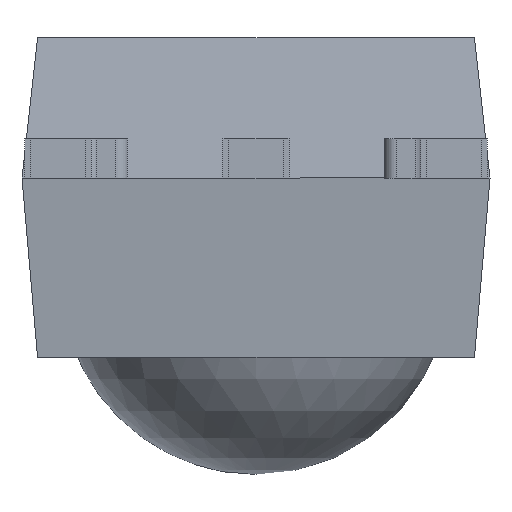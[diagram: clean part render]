
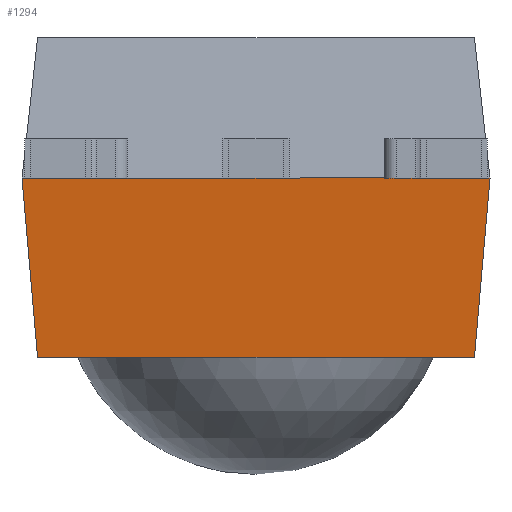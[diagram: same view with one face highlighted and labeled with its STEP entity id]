
A CAD part, front view. The second image highlights one B-rep face of the part: STEP entity #1294.
In plain terms, the highlighted planar face has unit normal (0, -0.994, -0.108).
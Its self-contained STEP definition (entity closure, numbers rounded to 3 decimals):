
#43=PLANE('',#1392);
#110=FACE_OUTER_BOUND('',#178,.T.);
#178=EDGE_LOOP('',(#1009,#1010,#1011,#1012,#1013,#1014,#1015,#1016,#1017,
#1018));
#237=LINE('',#1818,#406);
#269=LINE('',#1899,#438);
#290=LINE('',#1950,#459);
#297=LINE('',#1964,#466);
#299=LINE('',#1967,#468);
#300=LINE('',#1969,#469);
#301=LINE('',#1971,#470);
#302=LINE('',#1972,#471);
#303=LINE('',#1974,#472);
#304=LINE('',#1975,#473);
#406=VECTOR('',#1472,10.);
#438=VECTOR('',#1538,10.);
#459=VECTOR('',#1577,10.);
#466=VECTOR('',#1588,10.);
#468=VECTOR('',#1592,10.);
#469=VECTOR('',#1593,10.);
#470=VECTOR('',#1594,10.);
#471=VECTOR('',#1595,10.);
#472=VECTOR('',#1596,10.);
#473=VECTOR('',#1597,10.);
#587=VERTEX_POINT('',#1797);
#594=VERTEX_POINT('',#1817);
#618=VERTEX_POINT('',#1876);
#626=VERTEX_POINT('',#1897);
#646=VERTEX_POINT('',#1947);
#647=VERTEX_POINT('',#1949);
#652=VERTEX_POINT('',#1963);
#653=VERTEX_POINT('',#1968);
#654=VERTEX_POINT('',#1970);
#655=VERTEX_POINT('',#1973);
#719=EDGE_CURVE('',#594,#587,#237,.T.);
#759=EDGE_CURVE('',#626,#618,#269,.T.);
#784=EDGE_CURVE('',#646,#647,#290,.T.);
#791=EDGE_CURVE('',#652,#647,#297,.T.);
#793=EDGE_CURVE('',#618,#646,#299,.T.);
#794=EDGE_CURVE('',#653,#626,#300,.T.);
#795=EDGE_CURVE('',#653,#654,#301,.T.);
#796=EDGE_CURVE('',#594,#654,#302,.T.);
#797=EDGE_CURVE('',#655,#587,#303,.T.);
#798=EDGE_CURVE('',#652,#655,#304,.T.);
#1009=ORIENTED_EDGE('',*,*,#784,.F.);
#1010=ORIENTED_EDGE('',*,*,#793,.F.);
#1011=ORIENTED_EDGE('',*,*,#759,.F.);
#1012=ORIENTED_EDGE('',*,*,#794,.F.);
#1013=ORIENTED_EDGE('',*,*,#795,.T.);
#1014=ORIENTED_EDGE('',*,*,#796,.F.);
#1015=ORIENTED_EDGE('',*,*,#719,.T.);
#1016=ORIENTED_EDGE('',*,*,#797,.F.);
#1017=ORIENTED_EDGE('',*,*,#798,.F.);
#1018=ORIENTED_EDGE('',*,*,#791,.T.);
#1294=ADVANCED_FACE('',(#110),#43,.T.);
#1392=AXIS2_PLACEMENT_3D('',#1966,#1590,#1591);
#1472=DIRECTION('',(-1.,0.,0.));
#1538=DIRECTION('',(1.,0.,0.));
#1577=DIRECTION('',(-0.086,0.108,-0.99));
#1588=DIRECTION('',(1.,0.,0.));
#1590=DIRECTION('center_axis',(0.,-0.994,-0.108));
#1591=DIRECTION('ref_axis',(0.,0.108,-0.994));
#1592=DIRECTION('',(1.,0.,0.));
#1593=DIRECTION('',(1.,0.,0.));
#1594=DIRECTION('',(-1.,0.,0.));
#1595=DIRECTION('',(1.,0.,0.));
#1596=DIRECTION('',(1.,0.,0.));
#1597=DIRECTION('',(-0.086,-0.108,0.99));
#1797=CARTESIAN_POINT('',(-2.15,4.8,-0.25));
#1817=CARTESIAN_POINT('',(-1.65,4.8,-0.25));
#1818=CARTESIAN_POINT('',(-1.65,4.8,-0.25));
#1876=CARTESIAN_POINT('',(2.15,4.8,-0.25));
#1897=CARTESIAN_POINT('',(1.65,4.8,-0.25));
#1899=CARTESIAN_POINT('',(-1.5,4.8,-0.25));
#1947=CARTESIAN_POINT('',(3.,4.8,-0.25));
#1949=CARTESIAN_POINT('',(2.8,5.05,-2.55));
#1950=CARTESIAN_POINT('',(2.895,4.931,-1.453));
#1963=CARTESIAN_POINT('',(-2.8,5.05,-2.55));
#1964=CARTESIAN_POINT('',(1.5,5.05,-2.55));
#1966=CARTESIAN_POINT('Origin',(1.5,4.925,-1.4));
#1967=CARTESIAN_POINT('',(-1.5,4.8,-0.25));
#1968=CARTESIAN_POINT('',(0.35,4.8,-0.25));
#1969=CARTESIAN_POINT('',(-1.5,4.8,-0.25));
#1970=CARTESIAN_POINT('',(-0.35,4.8,-0.25));
#1971=CARTESIAN_POINT('',(-0.35,4.8,-0.25));
#1972=CARTESIAN_POINT('',(-1.5,4.8,-0.25));
#1973=CARTESIAN_POINT('',(-3.,4.8,-0.25));
#1974=CARTESIAN_POINT('',(-1.5,4.8,-0.25));
#1975=CARTESIAN_POINT('',(-2.884,4.945,-1.581));
